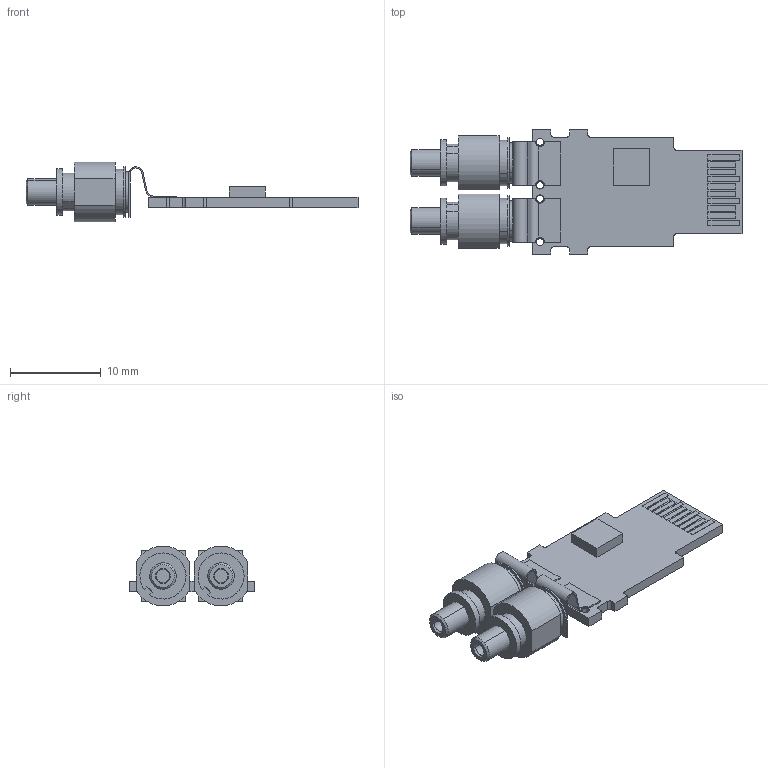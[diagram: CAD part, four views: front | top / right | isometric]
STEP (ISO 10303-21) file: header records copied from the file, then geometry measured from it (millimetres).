
FILE_DESCRIPTION((''),'2;1');
FILE_NAME('PCBM_CERN_VTRX V2.1 (MM)_Part1.stp','2014-01-15T14:59:54',(''),(''),'Mechanical Desktop 2011','Mechanical Desktop 2011',', , ');
FILE_SCHEMA(('AUTOMOTIVE_DESIGN { 1 2 10303 214 1 1 1 1 }'));
Length unit declared in the file: millimetre
Products named in the file (1): Product
Bounding box: 36.58 x 13.7 x 6.58 mm (x, y, z)
Volume: 778.4 mm3; surface area: 1563.3 mm2
Topology: 26 solids, 26 shells, 272 faces, 618 edges, 410 vertices
Faces by surface type: plane 206, cylinder 58, cone 8
Entity records: 7843 total; most frequent: CARTESIAN_POINT 1501, DIRECTION 1290, ORIENTED_EDGE 1236, EDGE_CURVE 618, VECTOR 476, LINE 476, VERTEX_POINT 410, AXIS2_PLACEMENT_3D 407
